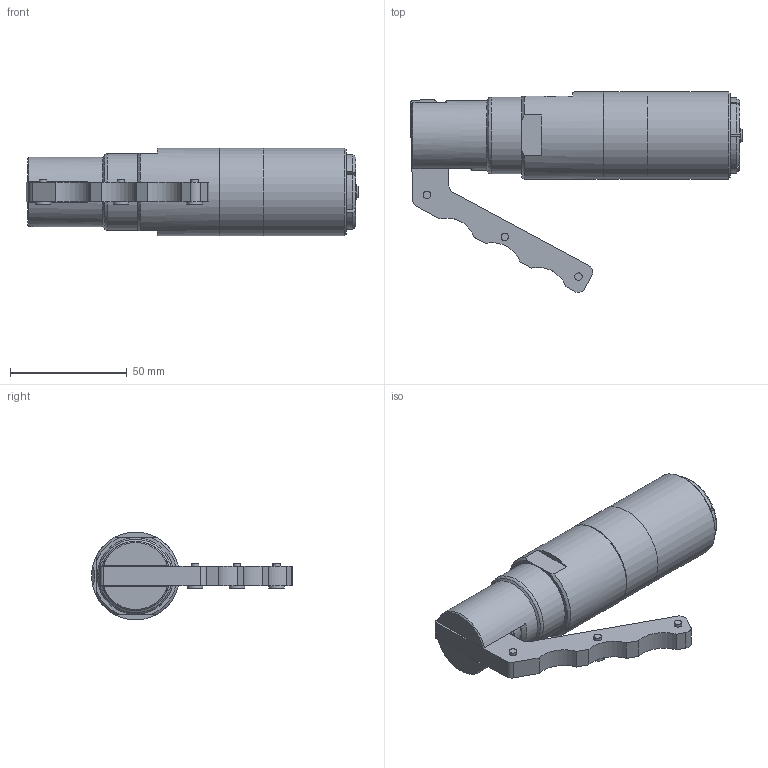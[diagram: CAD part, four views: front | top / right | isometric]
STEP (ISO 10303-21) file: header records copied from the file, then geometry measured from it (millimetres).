
FILE_DESCRIPTION(/* description */ (''),/* implementation_level */ '2;1');
FILE_NAME(/* name */ 'FXL011061.stp',/* time_stamp */ '2016-07-22T09:52:27-05:00',/* author */ ('scottg'),/* organization */ ('FasTest,Inc.'),/* preprocessor_version */ 'ST-DEVELOPER v16.1',/* originating_system */ 'Autodesk Inventor 2016',/* authorisation */ '');
FILE_SCHEMA (('AUTOMOTIVE_DESIGN { 1 0 10303 214 3 1 1 }'));
Length unit declared in the file: inch
Products named in the file (1): FXL011061
Bounding box: 142.04 x 85.92 x 37.59 mm (x, y, z)
Volume: 135534.3 mm3; surface area: 29699.8 mm2
Topology: 1 solids, 1 shells, 174 faces, 453 edges, 303 vertices
Faces by surface type: plane 75, cylinder 61, cone 33, torus 4, bspline 1
Full cylindrical faces by diameter (mm): 3.175 x9, 4.762 x2, 6.096 x1, 6.401 x2, 6.604 x3, 6.746 x1, 13.843 x1, 14.275 x1, 21.869 x1, 24.384 x2, 27.254 x1, 29.718 x1, 32.766 x1, 37.592 x3
Entity records: 5299 total; most frequent: CARTESIAN_POINT 1061, DIRECTION 866, ORIENTED_EDGE 754, EDGE_CURVE 377, AXIS2_PLACEMENT_3D 359, VERTEX_POINT 272, EDGE_LOOP 253, CIRCLE 181
